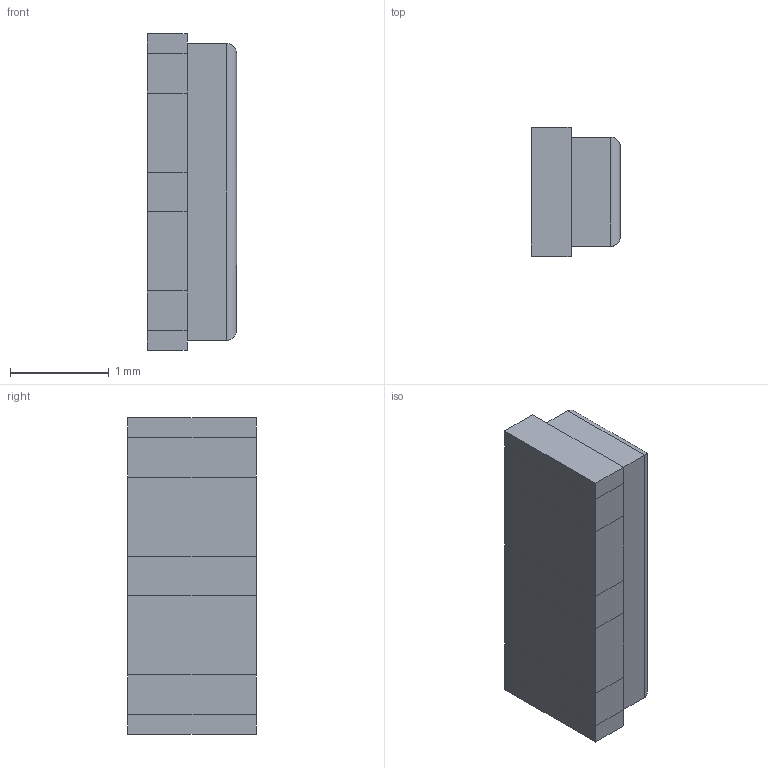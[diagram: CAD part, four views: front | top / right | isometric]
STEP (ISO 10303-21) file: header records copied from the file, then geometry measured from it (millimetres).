
FILE_DESCRIPTION (( 'STEP AP214' ), '1' );
FILE_NAME ('CSTNE16MOV530000R0 CRYSTAL.STEP', '2021-08-12T08:20:26', ( '' ), ( '' ), 'SwSTEP 2.0', 'SolidWorks 2021', '' );
FILE_SCHEMA (( 'AUTOMOTIVE_DESIGN' ));
Length unit declared in the file: millimetre
Products named in the file (1): CSTNE16MOV530000R0 CRYSTAL
Bounding box: 0.9 x 1.3 x 3.2 mm (x, y, z)
Volume: 3.3 mm3; surface area: 24.5 mm2
Topology: 4 solids, 4 shells, 56 faces, 128 edges, 80 vertices
Faces by surface type: plane 52, cylinder 4
Entity records: 1585 total; most frequent: CARTESIAN_POINT 277, ORIENTED_EDGE 256, DIRECTION 238, EDGE_CURVE 128, LINE 124, VECTOR 124, VERTEX_POINT 80, AXIS2_PLACEMENT_3D 57
